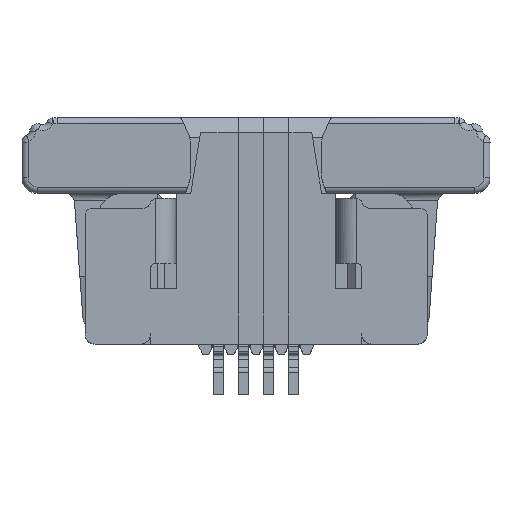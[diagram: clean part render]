
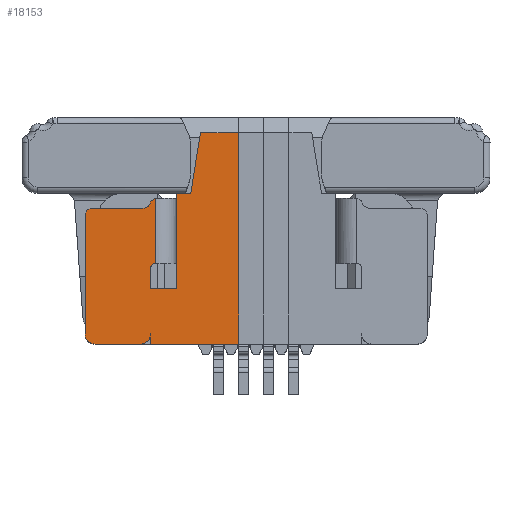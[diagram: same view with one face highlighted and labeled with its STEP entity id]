
A CAD part, top view. The second image highlights one B-rep face of the part: STEP entity #18153.
In plain terms, the highlighted planar face has unit normal (0, 0, 1).
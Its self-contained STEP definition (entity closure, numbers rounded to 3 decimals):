
#11468=DIRECTION('',(1.,0.,0.));
#11469=VECTOR('',#11468,1.75);
#11470=CARTESIAN_POINT('',(946.949,38.084,
1.));
#11471=LINE('',#11470,#11469);
#11510=DIRECTION('',(1.,0.,0.));
#11511=VECTOR('',#11510,0.515);
#11512=CARTESIAN_POINT('',(946.949,39.184,
1.));
#11513=LINE('',#11512,#11511);
#13076=DIRECTION('',(0.,1.,0.));
#13077=VECTOR('',#13076,1.296);
#13078=CARTESIAN_POINT('',(947.049,39.684,
1.));
#13079=LINE('',#13078,#13077);
#13212=DIRECTION('',(0.,1.,0.));
#13213=VECTOR('',#13212,4.2);
#13214=CARTESIAN_POINT('',(948.699,38.084,
1.));
#13215=LINE('',#13214,#13213);
#13216=DIRECTION('',(0.,-1.,0.));
#13217=VECTOR('',#13216,0.2);
#13218=CARTESIAN_POINT('',(946.949,38.284,
1.));
#13219=LINE('',#13218,#13217);
#13220=CARTESIAN_POINT('',(946.749,38.284,
1.));
#13221=DIRECTION('',(0.,0.,-1.));
#13222=DIRECTION('',(1.,0.,0.));
#13223=AXIS2_PLACEMENT_3D('',#13220,#13221,#13222);
#13225=DIRECTION('',(-1.,0.,0.));
#13226=VECTOR('',#13225,0.9);
#13227=CARTESIAN_POINT('',(946.749,38.084,
1.));
#13228=LINE('',#13227,#13226);
#13229=CARTESIAN_POINT('',(945.849,38.284,
1.));
#13230=DIRECTION('',(0.,0.,-1.));
#13231=DIRECTION('',(0.,-1.,0.));
#13232=AXIS2_PLACEMENT_3D('',#13229,#13230,#13231);
#13234=DIRECTION('',(0.,1.,0.));
#13235=VECTOR('',#13234,2.35);
#13236=CARTESIAN_POINT('',(945.649,38.284,
1.));
#13237=LINE('',#13236,#13235);
#13238=CARTESIAN_POINT('',(945.799,40.634,
1.));
#13239=DIRECTION('',(0.,0.,-1.));
#13240=DIRECTION('',(-1.,0.,0.));
#13241=AXIS2_PLACEMENT_3D('',#13238,#13239,#13240);
#13243=CARTESIAN_POINT('',(946.799,40.934,
1.));
#13244=DIRECTION('',(0.,0.,1.));
#13245=DIRECTION('',(0.,-1.,0.));
#13246=AXIS2_PLACEMENT_3D('',#13243,#13244,#13245);
#13248=CARTESIAN_POINT('',(947.082,40.834,
1.));
#13249=DIRECTION('',(0.,0.,-1.));
#13250=DIRECTION('',(-0.943,0.333,0.));
#13251=AXIS2_PLACEMENT_3D('',#13248,#13249,#13250);
#13253=CARTESIAN_POINT('',(947.049,39.584,
1.));
#13254=DIRECTION('',(0.,0.,1.));
#13255=DIRECTION('',(0.,1.,0.));
#13256=AXIS2_PLACEMENT_3D('',#13253,#13254,#13255);
#13258=DIRECTION('',(0.,1.,0.));
#13259=VECTOR('',#13258,1.9);
#13260=CARTESIAN_POINT('',(947.464,39.184,
1.));
#13261=LINE('',#13260,#13259);
#13262=DIRECTION('',(0.161,0.987,0.));
#13263=VECTOR('',#13262,1.216);
#13264=CARTESIAN_POINT('',(947.749,41.084,
1.));
#13265=LINE('',#13264,#13263);
#13326=DIRECTION('',(0.,1.,0.));
#13327=VECTOR('',#13326,0.4);
#13328=CARTESIAN_POINT('',(946.949,39.184,
1.));
#13329=LINE('',#13328,#13327);
#13354=DIRECTION('',(-1.,0.,0.));
#13355=VECTOR('',#13354,1.);
#13356=CARTESIAN_POINT('',(946.799,40.784,
1.));
#13357=LINE('',#13356,#13355);
#13386=DIRECTION('',(-1.,0.,0.));
#13387=VECTOR('',#13386,0.285);
#13388=CARTESIAN_POINT('',(947.749,41.084,
1.));
#13389=LINE('',#13388,#13387);
#13860=DIRECTION('',(-1.,0.,0.));
#13861=VECTOR('',#13860,0.754);
#13862=CARTESIAN_POINT('',(948.699,42.284,
1.));
#13863=LINE('',#13862,#13861);
#14708=CARTESIAN_POINT('',(947.749,41.084,
1.));
#14709=CARTESIAN_POINT('',(947.946,42.284,
1.));
#14710=VERTEX_POINT('',#14708);
#14711=VERTEX_POINT('',#14709);
#14714=CARTESIAN_POINT('',(947.464,41.084,
1.));
#14715=VERTEX_POINT('',#14714);
#15197=CARTESIAN_POINT('',(946.749,38.084,
1.));
#15198=CARTESIAN_POINT('',(945.849,38.084,
1.));
#15199=VERTEX_POINT('',#15197);
#15200=VERTEX_POINT('',#15198);
#15202=CARTESIAN_POINT('',(945.649,38.284,
1.));
#15203=VERTEX_POINT('',#15202);
#15206=CARTESIAN_POINT('',(945.649,40.634,
1.));
#15207=VERTEX_POINT('',#15206);
#15208=CARTESIAN_POINT('',(945.799,40.784,
1.));
#15210=VERTEX_POINT('',#15208);
#15212=CARTESIAN_POINT('',(946.941,40.884,
1.));
#15213=CARTESIAN_POINT('',(947.049,40.98,
1.));
#15214=VERTEX_POINT('',#15212);
#15215=VERTEX_POINT('',#15213);
#15216=CARTESIAN_POINT('',(947.049,39.684,
1.));
#15217=CARTESIAN_POINT('',(946.949,39.584,
1.));
#15218=VERTEX_POINT('',#15216);
#15219=VERTEX_POINT('',#15217);
#15220=CARTESIAN_POINT('',(946.799,40.784,
1.));
#15221=VERTEX_POINT('',#15220);
#15423=CARTESIAN_POINT('',(948.699,38.084,
1.));
#15424=VERTEX_POINT('',#15423);
#15425=CARTESIAN_POINT('',(948.699,42.284,
1.));
#15426=VERTEX_POINT('',#15425);
#15465=CARTESIAN_POINT('',(947.464,39.184,
1.));
#15467=VERTEX_POINT('',#15465);
#15545=CARTESIAN_POINT('',(946.949,39.184,
1.));
#15546=VERTEX_POINT('',#15545);
#15547=CARTESIAN_POINT('',(946.949,38.284,
1.));
#15548=VERTEX_POINT('',#15547);
#15569=CARTESIAN_POINT('',(946.949,38.084,
1.));
#15570=VERTEX_POINT('',#15569);
#18115=CARTESIAN_POINT('',(950.549,40.184,
1.));
#18116=DIRECTION('',(0.,0.,1.));
#18117=DIRECTION('',(1.,0.,0.));
#18118=AXIS2_PLACEMENT_3D('',#18115,#18116,#18117);
#18119=PLANE('',#18118);
#18120=ORIENTED_EDGE('',*,*,#15621,.F.);
#18121=ORIENTED_EDGE('',*,*,#15691,.F.);
#18122=ORIENTED_EDGE('',*,*,#17476,.F.);
#18124=ORIENTED_EDGE('',*,*,#18123,.T.);
#18126=ORIENTED_EDGE('',*,*,#18125,.T.);
#18128=ORIENTED_EDGE('',*,*,#18127,.T.);
#18130=ORIENTED_EDGE('',*,*,#18129,.T.);
#18132=ORIENTED_EDGE('',*,*,#18131,.T.);
#18134=ORIENTED_EDGE('',*,*,#18133,.F.);
#18136=ORIENTED_EDGE('',*,*,#18135,.T.);
#18137=ORIENTED_EDGE('',*,*,#18106,.T.);
#18138=ORIENTED_EDGE('',*,*,#17918,.F.);
#18140=ORIENTED_EDGE('',*,*,#18139,.T.);
#18142=ORIENTED_EDGE('',*,*,#18141,.F.);
#18143=ORIENTED_EDGE('',*,*,#15831,.T.);
#18144=ORIENTED_EDGE('',*,*,#17391,.T.);
#18146=ORIENTED_EDGE('',*,*,#18145,.F.);
#18148=ORIENTED_EDGE('',*,*,#18147,.T.);
#18150=ORIENTED_EDGE('',*,*,#18149,.F.);
#18151=EDGE_LOOP('',(#18120,#18121,#18122,#18124,#18126,#18128,#18130,#18132,
#18134,#18136,#18137,#18138,#18140,#18142,#18143,#18144,#18146,#18148,#18150));
#18152=FACE_OUTER_BOUND('',#18151,.F.);
#13224=CIRCLE('',#13223,0.2);
#13233=CIRCLE('',#13232,0.2);
#13242=CIRCLE('',#13241,0.15);
#13247=CIRCLE('',#13246,0.15);
#13252=CIRCLE('',#13251,0.15);
#13257=CIRCLE('',#13256,0.1);
#15621=EDGE_CURVE('',#15424,#15426,#13215,.T.);
#15691=EDGE_CURVE('',#15570,#15424,#11471,.T.);
#15831=EDGE_CURVE('',#15546,#15467,#11513,.T.);
#17391=EDGE_CURVE('',#15467,#14715,#13261,.T.);
#17476=EDGE_CURVE('',#15548,#15570,#13219,.T.);
#17918=EDGE_CURVE('',#15218,#15215,#13079,.T.);
#18106=EDGE_CURVE('',#15214,#15215,#13252,.T.);
#18123=EDGE_CURVE('',#15548,#15199,#13224,.T.);
#18125=EDGE_CURVE('',#15199,#15200,#13228,.T.);
#18127=EDGE_CURVE('',#15200,#15203,#13233,.T.);
#18129=EDGE_CURVE('',#15203,#15207,#13237,.T.);
#18131=EDGE_CURVE('',#15207,#15210,#13242,.T.);
#18133=EDGE_CURVE('',#15221,#15210,#13357,.T.);
#18135=EDGE_CURVE('',#15221,#15214,#13247,.T.);
#18139=EDGE_CURVE('',#15218,#15219,#13257,.T.);
#18141=EDGE_CURVE('',#15546,#15219,#13329,.T.);
#18145=EDGE_CURVE('',#14710,#14715,#13389,.T.);
#18147=EDGE_CURVE('',#14710,#14711,#13265,.T.);
#18149=EDGE_CURVE('',#15426,#14711,#13863,.T.);
#18153=ADVANCED_FACE('',(#18152),#18119,.T.);
